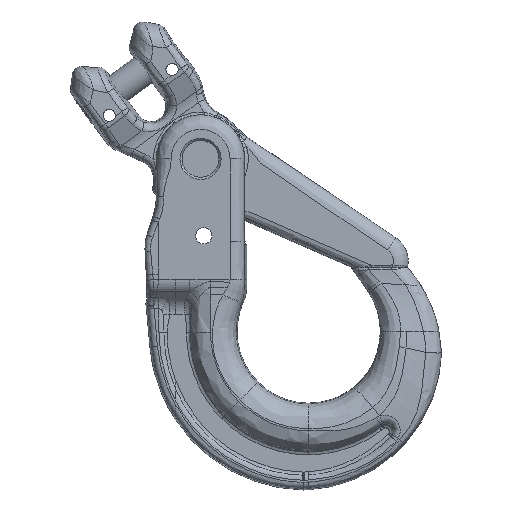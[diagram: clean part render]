
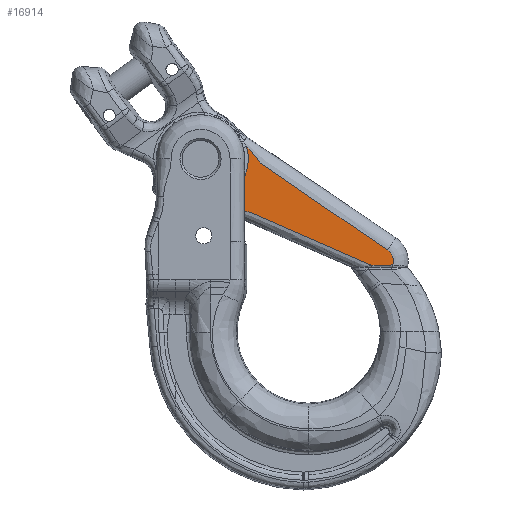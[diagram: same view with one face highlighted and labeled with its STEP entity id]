
A CAD part, top view. The second image highlights one B-rep face of the part: STEP entity #16914.
In plain terms, the highlighted planar face has unit normal (0, 0, 1).
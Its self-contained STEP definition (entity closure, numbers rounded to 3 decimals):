
#14186=CARTESIAN_POINT('Vertex',(8.427,21.733,8.)) ;
#14190=CARTESIAN_POINT('Control Point',(8.427,21.733,8.)) ;
#14191=CARTESIAN_POINT('Control Point',(8.624,21.779,8.)) ;
#14192=CARTESIAN_POINT('Control Point',(8.821,21.823,8.)) ;
#14193=CARTESIAN_POINT('Control Point',(9.02,21.864,8.)) ;
#14194=CARTESIAN_POINT('Control Point',(9.753,22.,8.)) ;
#14195=CARTESIAN_POINT('Control Point',(10.497,22.092,8.)) ;
#14196=CARTESIAN_POINT('Control Point',(11.043,22.136,8.)) ;
#14197=CARTESIAN_POINT('Control Point',(12.14,22.189,8.)) ;
#14198=CARTESIAN_POINT('Control Point',(13.243,22.191,8.)) ;
#14199=CARTESIAN_POINT('Control Point',(13.795,22.184,8.)) ;
#14200=CARTESIAN_POINT('Control Point',(14.905,22.169,8.)) ;
#14201=CARTESIAN_POINT('Control Point',(16.013,22.173,8.)) ;
#14202=CARTESIAN_POINT('Control Point',(16.57,22.185,8.)) ;
#14203=CARTESIAN_POINT('Control Point',(17.885,22.254,8.)) ;
#14204=CARTESIAN_POINT('Control Point',(19.18,22.439,8.)) ;
#14205=CARTESIAN_POINT('Control Point',(19.917,22.596,8.)) ;
#14206=CARTESIAN_POINT('Control Point',(20.881,22.871,8.)) ;
#14207=CARTESIAN_POINT('Control Point',(21.827,23.196,8.)) ;
#14208=CARTESIAN_POINT('Control Point',(22.055,23.277,8.)) ;
#14209=CARTESIAN_POINT('Control Point',(22.522,23.445,8.)) ;
#14210=CARTESIAN_POINT('Control Point',(22.989,23.613,8.)) ;
#14211=CARTESIAN_POINT('Control Point',(23.222,23.697,8.)) ;
#14212=CARTESIAN_POINT('Control Point',(23.92,23.948,8.)) ;
#14213=CARTESIAN_POINT('Control Point',(24.618,24.2,8.)) ;
#14214=CARTESIAN_POINT('Control Point',(25.083,24.367,8.)) ;
#14215=CARTESIAN_POINT('Control Point',(38.302,29.125,8.)) ;
#14216=CARTESIAN_POINT('Control Point',(51.526,33.886,8.)) ;
#14217=CARTESIAN_POINT('Control Point',(64.277,38.475,8.)) ;
#14218=CARTESIAN_POINT('Control Point',(77.032,43.067,8.)) ;
#14219=CARTESIAN_POINT('Control Point',(89.753,47.646,8.)) ;
#14220=CARTESIAN_POINT('Control Point',(89.777,47.654,8.)) ;
#14221=CARTESIAN_POINT('Control Point',(89.8,47.663,8.)) ;
#14222=CARTESIAN_POINT('Control Point',(89.824,47.671,8.)) ;
#14223=CARTESIAN_POINT('Vertex',(89.824,47.671,8.)) ;
#14398=CARTESIAN_POINT('Vertex',(23.309,0.,8.)) ;
#14401=CARTESIAN_POINT('Axis2P3D Location',(0.,0.,8.)) ;
#14870=CARTESIAN_POINT('Vertex',(22.757,-5.045,8.)) ;
#14891=CARTESIAN_POINT('Axis2P3D Location',(0.,0.,8.)) ;
#16739=CARTESIAN_POINT('Axis2P3D Location',(92.06,41.46,8.)) ;
#16743=CARTESIAN_POINT('Vertex',(97.317,45.453,8.)) ;
#16819=CARTESIAN_POINT('Axis2P3D Location',(0.,108.977,8.)) ;
#16825=CARTESIAN_POINT('Control Point',(22.757,-5.045,8.)) ;
#16826=CARTESIAN_POINT('Control Point',(23.269,-4.6,8.)) ;
#16827=CARTESIAN_POINT('Control Point',(23.784,-4.159,8.)) ;
#16828=CARTESIAN_POINT('Control Point',(24.302,-3.722,8.)) ;
#16829=CARTESIAN_POINT('Control Point',(24.853,-3.263,8.)) ;
#16830=CARTESIAN_POINT('Control Point',(25.407,-2.808,8.)) ;
#16831=CARTESIAN_POINT('Control Point',(25.437,-2.783,8.)) ;
#16832=CARTESIAN_POINT('Control Point',(25.468,-2.758,8.)) ;
#16833=CARTESIAN_POINT('Control Point',(25.499,-2.733,8.)) ;
#16834=CARTESIAN_POINT('Vertex',(25.499,-2.733,8.)) ;
#16838=CARTESIAN_POINT('Control Point',(25.499,-2.733,8.)) ;
#16839=CARTESIAN_POINT('Control Point',(25.7,-2.568,8.)) ;
#16840=CARTESIAN_POINT('Control Point',(25.907,-2.412,8.)) ;
#16841=CARTESIAN_POINT('Control Point',(26.12,-2.263,8.)) ;
#16842=CARTESIAN_POINT('Control Point',(26.344,-2.12,8.)) ;
#16843=CARTESIAN_POINT('Control Point',(26.572,-1.985,8.)) ;
#16844=CARTESIAN_POINT('Control Point',(26.577,-1.983,8.)) ;
#16845=CARTESIAN_POINT('Control Point',(26.581,-1.98,8.)) ;
#16846=CARTESIAN_POINT('Control Point',(26.586,-1.977,8.)) ;
#16847=CARTESIAN_POINT('Vertex',(26.586,-1.977,8.)) ;
#16851=CARTESIAN_POINT('Control Point',(26.586,-1.977,8.)) ;
#16852=CARTESIAN_POINT('Control Point',(27.725,-1.312,8.)) ;
#16853=CARTESIAN_POINT('Control Point',(28.863,-0.645,8.)) ;
#16854=CARTESIAN_POINT('Control Point',(29.954,0.101,8.)) ;
#16855=CARTESIAN_POINT('Control Point',(31.866,1.526,8.)) ;
#16856=CARTESIAN_POINT('Control Point',(33.758,2.981,8.)) ;
#16857=CARTESIAN_POINT('Control Point',(34.613,3.618,8.)) ;
#16858=CARTESIAN_POINT('Control Point',(35.885,4.489,8.)) ;
#16859=CARTESIAN_POINT('Control Point',(37.197,5.297,8.)) ;
#16860=CARTESIAN_POINT('Control Point',(37.609,5.542,8.)) ;
#16861=CARTESIAN_POINT('Control Point',(38.438,6.027,8.)) ;
#16862=CARTESIAN_POINT('Control Point',(39.266,6.511,8.)) ;
#16863=CARTESIAN_POINT('Control Point',(39.68,6.753,8.)) ;
#16864=CARTESIAN_POINT('Control Point',(40.922,7.479,8.)) ;
#16865=CARTESIAN_POINT('Control Point',(42.165,8.205,8.)) ;
#16866=CARTESIAN_POINT('Control Point',(42.993,8.69,8.)) ;
#16867=CARTESIAN_POINT('Control Point',(53.103,14.599,8.)) ;
#16868=CARTESIAN_POINT('Control Point',(63.217,20.511,8.)) ;
#16869=CARTESIAN_POINT('Control Point',(72.776,26.099,8.)) ;
#16870=CARTESIAN_POINT('Control Point',(82.136,31.57,8.)) ;
#16871=CARTESIAN_POINT('Control Point',(91.439,37.008,8.)) ;
#16872=CARTESIAN_POINT('Vertex',(91.439,37.008,8.)) ;
#16876=CARTESIAN_POINT('Control Point',(97.317,45.453,8.)) ;
#16877=CARTESIAN_POINT('Control Point',(97.219,45.319,8.)) ;
#16878=CARTESIAN_POINT('Control Point',(97.121,45.185,8.)) ;
#16879=CARTESIAN_POINT('Control Point',(97.023,45.051,8.)) ;
#16880=CARTESIAN_POINT('Control Point',(96.828,44.783,8.)) ;
#16881=CARTESIAN_POINT('Control Point',(96.633,44.514,8.)) ;
#16882=CARTESIAN_POINT('Control Point',(96.536,44.38,8.)) ;
#16883=CARTESIAN_POINT('Control Point',(96.247,43.975,8.)) ;
#16884=CARTESIAN_POINT('Control Point',(95.966,43.565,8.)) ;
#16885=CARTESIAN_POINT('Control Point',(95.784,43.287,8.)) ;
#16886=CARTESIAN_POINT('Control Point',(95.248,42.45,8.)) ;
#16887=CARTESIAN_POINT('Control Point',(94.723,41.597,8.)) ;
#16888=CARTESIAN_POINT('Control Point',(94.357,41.018,8.)) ;
#16889=CARTESIAN_POINT('Control Point',(93.865,40.339,8.)) ;
#16890=CARTESIAN_POINT('Control Point',(93.365,39.653,8.)) ;
#16891=CARTESIAN_POINT('Control Point',(93.259,39.507,8.)) ;
#16892=CARTESIAN_POINT('Control Point',(93.064,39.239,8.)) ;
#16893=CARTESIAN_POINT('Control Point',(92.869,38.971,8.)) ;
#16894=CARTESIAN_POINT('Control Point',(92.77,38.835,8.)) ;
#16895=CARTESIAN_POINT('Control Point',(92.473,38.428,8.)) ;
#16896=CARTESIAN_POINT('Control Point',(92.176,38.02,8.)) ;
#16897=CARTESIAN_POINT('Control Point',(91.977,37.747,8.)) ;
#16898=CARTESIAN_POINT('Control Point',(91.751,37.436,8.)) ;
#16899=CARTESIAN_POINT('Control Point',(91.524,37.125,8.)) ;
#16900=CARTESIAN_POINT('Control Point',(91.496,37.086,8.)) ;
#16901=CARTESIAN_POINT('Control Point',(91.467,37.047,8.)) ;
#16902=CARTESIAN_POINT('Control Point',(91.439,37.008,8.)) ;
#14402=DIRECTION('Axis2P3D Direction',(-0.,0.,-1.)) ;
#14892=DIRECTION('Axis2P3D Direction',(0.,-0.,-1.)) ;
#16740=DIRECTION('Axis2P3D Direction',(0.,0.,-1.)) ;
#16820=DIRECTION('Axis2P3D Direction',(0.,0.,-1.)) ;
#16821=DIRECTION('Axis2P3D XDirection',(1.,0.,0.)) ;
#14403=AXIS2_PLACEMENT_3D('Circle Axis2P3D',#14401,#14402,$) ;
#14893=AXIS2_PLACEMENT_3D('Circle Axis2P3D',#14891,#14892,$) ;
#16741=AXIS2_PLACEMENT_3D('Circle Axis2P3D',#16739,#16740,$) ;
#16822=AXIS2_PLACEMENT_3D('Plane Axis2P3D',#16819,#16820,#16821) ;
#16905=ORIENTED_EDGE('',*,*,#14405,.T.) ;
#16906=ORIENTED_EDGE('',*,*,#14895,.T.) ;
#16907=ORIENTED_EDGE('',*,*,#16836,.F.) ;
#16908=ORIENTED_EDGE('',*,*,#16849,.F.) ;
#16909=ORIENTED_EDGE('',*,*,#16874,.F.) ;
#16910=ORIENTED_EDGE('',*,*,#16903,.T.) ;
#16911=ORIENTED_EDGE('',*,*,#16745,.T.) ;
#16912=ORIENTED_EDGE('',*,*,#14225,.T.) ;
#16914=ADVANCED_FACE('\X2\51E04F554F53\X0\.2',(#16913),#16823,.F.) ;
#14189=B_SPLINE_CURVE_WITH_KNOTS('',5,(#14190,#14191,#14192,#14193,#14194,#14195,#14196,#14197,#14198,#14199,#14200,#14201,#14202,#14203,#14204,#14205,#14206,#14207,#14208,#14209,#14210,#14211,#14212,#14213,#14214,#14215,#14216,#14217,#14218,#14219,#14220,#14221,#14222),.UNSPECIFIED.,.F.,.U.,(6,3,3,3,3,3,3,3,3,3,6),(126.958,128.706,133.39,138.072,142.798,149.305,151.457,153.597,157.878,275.143,275.363),.UNSPECIFIED.) ;
#16824=B_SPLINE_CURVE_WITH_KNOTS('',5,(#16825,#16826,#16827,#16828,#16829,#16830,#16831,#16832,#16833),.UNSPECIFIED.,.F.,.U.,(6,3,6),(57.572,63.334,63.67),.UNSPECIFIED.) ;
#16837=B_SPLINE_CURVE_WITH_KNOTS('',5,(#16838,#16839,#16840,#16841,#16842,#16843,#16844,#16845,#16846),.UNSPECIFIED.,.F.,.U.,(6,3,6),(19.991,25.125,25.23),.UNSPECIFIED.) ;
#16850=B_SPLINE_CURVE_WITH_KNOTS('',5,(#16851,#16852,#16853,#16854,#16855,#16856,#16857,#16858,#16859,#16860,#16861,#16862,#16863,#16864,#16865,#16866,#16867,#16868,#16869,#16870,#16871),.UNSPECIFIED.,.F.,.U.,(6,3,3,3,3,3,6),(179.375,190.811,200.003,204.159,208.315,216.628,309.762),.UNSPECIFIED.) ;
#16875=B_SPLINE_CURVE_WITH_KNOTS('',5,(#16876,#16877,#16878,#16879,#16880,#16881,#16882,#16883,#16884,#16885,#16886,#16887,#16888,#16889,#16890,#16891,#16892,#16893,#16894,#16895,#16896,#16897,#16898,#16899,#16900,#16901,#16902),.UNSPECIFIED.,.F.,.U.,(6,3,3,3,3,3,3,3,6),(172.447,173.899,175.352,178.258,184.035,185.407,186.81,189.615,190.019),.UNSPECIFIED.) ;
#14404=CIRCLE('generated circle',#14403,23.309) ;
#14894=CIRCLE('generated circle',#14893,23.309) ;
#16742=CIRCLE('generated circle',#16741,6.601) ;
#14225=EDGE_CURVE('',#14224,#14187,#14189,.F.) ;
#14405=EDGE_CURVE('',#14187,#14399,#14404,.T.) ;
#14895=EDGE_CURVE('',#14399,#14871,#14894,.T.) ;
#16745=EDGE_CURVE('',#16744,#14224,#16742,.F.) ;
#16836=EDGE_CURVE('',#16835,#14871,#16824,.F.) ;
#16849=EDGE_CURVE('',#16848,#16835,#16837,.F.) ;
#16874=EDGE_CURVE('',#16873,#16848,#16850,.F.) ;
#16903=EDGE_CURVE('',#16873,#16744,#16875,.F.) ;
#16904=EDGE_LOOP('',(#16905,#16906,#16907,#16908,#16909,#16910,#16911,#16912)) ;
#16913=FACE_OUTER_BOUND('',#16904,.T.) ;
#16823=PLANE('',#16822) ;
#14187=VERTEX_POINT('',#14186) ;
#14224=VERTEX_POINT('',#14223) ;
#14399=VERTEX_POINT('',#14398) ;
#14871=VERTEX_POINT('',#14870) ;
#16744=VERTEX_POINT('',#16743) ;
#16835=VERTEX_POINT('',#16834) ;
#16848=VERTEX_POINT('',#16847) ;
#16873=VERTEX_POINT('',#16872) ;
